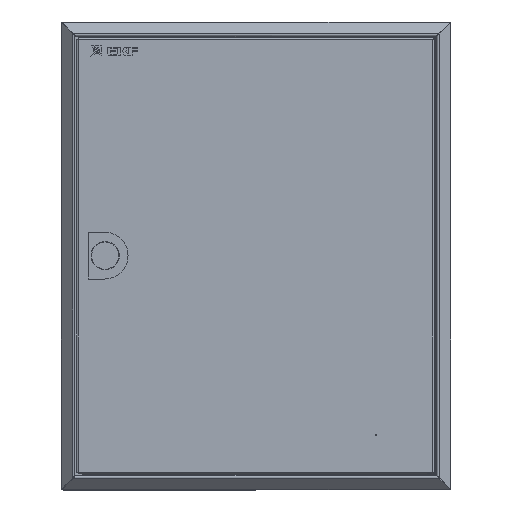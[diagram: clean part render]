
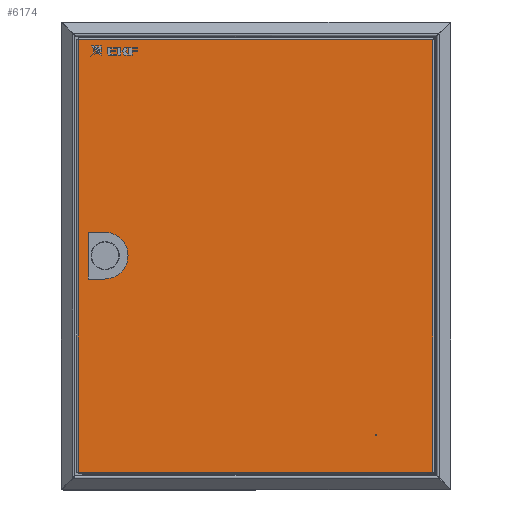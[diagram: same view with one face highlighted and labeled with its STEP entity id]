
A CAD part, top view. The second image highlights one B-rep face of the part: STEP entity #6174.
In plain terms, the highlighted planar face has unit normal (0, 0, 1).
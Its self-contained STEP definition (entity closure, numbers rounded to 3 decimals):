
#463 = DIRECTION ( 'NONE',  ( 0., -1., 0. ) ) ;
#620 = CARTESIAN_POINT ( 'NONE',  ( 363.7, 445.56, 0. ) ) ;
#682 = DIRECTION ( 'NONE',  ( -1., 0., 0. ) ) ;
#2195 = CARTESIAN_POINT ( 'NONE',  ( 43.6, 238.63, 0. ) ) ;
#2727 = LINE ( 'NONE', #17832, #14385 ) ;
#2973 = LINE ( 'NONE', #24636, #28554 ) ;
#3380 = CARTESIAN_POINT ( 'NONE',  ( 304.9, 40., 0. ) ) ;
#3387 = EDGE_CURVE ( 'NONE', #31559, #4756, #8740, .T. ) ;
#4106 = VERTEX_POINT ( 'NONE', #12423 ) ;
#4756 = VERTEX_POINT ( 'NONE', #26212 ) ;
#4939 = ORIENTED_EDGE ( 'NONE', *, *, #15875, .F. ) ;
#5191 = VECTOR ( 'NONE', #5642, 1000. ) ;
#5642 = DIRECTION ( 'NONE',  ( 0.707, 0.707, 0. ) ) ;
#6174 = ADVANCED_FACE ( 'NONE', ( #14898, #27281, #8281 ), #16399, .F. ) ;
#6359 = CARTESIAN_POINT ( 'NONE',  ( 11.6, 207.38, 0. ) ) ;
#6677 = CARTESIAN_POINT ( 'NONE',  ( 305.4, 40., 0. ) ) ;
#6981 = DIRECTION ( 'NONE',  ( -0.707, 0.707, 0. ) ) ;
#7057 = VERTEX_POINT ( 'NONE', #620 ) ;
#7433 = CARTESIAN_POINT ( 'NONE',  ( 43.6, 208.63, 0. ) ) ;
#7850 = EDGE_CURVE ( 'NONE', #20713, #20493, #15925, .T. ) ;
#7891 = CARTESIAN_POINT ( 'NONE',  ( 33.1, 207.38, 0. ) ) ;
#8068 = CARTESIAN_POINT ( 'NONE',  ( 11.6, 207.38, 0. ) ) ;
#8252 = VERTEX_POINT ( 'NONE', #11630 ) ;
#8281 = FACE_OUTER_BOUND ( 'NONE', #9107, .T. ) ;
#8740 = LINE ( 'NONE', #16833, #20358 ) ;
#8962 = VERTEX_POINT ( 'NONE', #7891 ) ;
#9107 = EDGE_LOOP ( 'NONE', ( #13845, #16152, #30676, #11296 ) ) ;
#9159 = DIRECTION ( 'NONE',  ( -1., 0., 0. ) ) ;
#9513 = ORIENTED_EDGE ( 'NONE', *, *, #3387, .F. ) ;
#9563 = VECTOR ( 'NONE', #6981, 1000. ) ;
#9670 = CARTESIAN_POINT ( 'NONE',  ( 363.7, 1.7, 0. ) ) ;
#10115 = ORIENTED_EDGE ( 'NONE', *, *, #30828, .T. ) ;
#10481 = DIRECTION ( 'NONE',  ( -1., 0., 0. ) ) ;
#10513 = CARTESIAN_POINT ( 'NONE',  ( 33.1, 207.38, 0. ) ) ;
#10526 = EDGE_CURVE ( 'NONE', #13446, #7057, #2973, .T. ) ;
#10601 = AXIS2_PLACEMENT_3D ( 'NONE', #14056, #31368, #16502 ) ;
#10844 = CARTESIAN_POINT ( 'NONE',  ( 305.4, 40., 0. ) ) ;
#11074 = DIRECTION ( 'NONE',  ( 1., 0., 0. ) ) ;
#11163 = LINE ( 'NONE', #21856, #9563 ) ;
#11296 = ORIENTED_EDGE ( 'NONE', *, *, #13272, .T. ) ;
#11630 = CARTESIAN_POINT ( 'NONE',  ( 34.35, 208.63, 0. ) ) ;
#11777 = ORIENTED_EDGE ( 'NONE', *, *, #12135, .T. ) ;
#12135 = EDGE_CURVE ( 'NONE', #16405, #25447, #22637, .T. ) ;
#12251 = EDGE_LOOP ( 'NONE', ( #27740, #9513, #28072, #18631, #22480, #13043, #14080, #4939 ) ) ;
#12423 = CARTESIAN_POINT ( 'NONE',  ( 0., 1.7, 0. ) ) ;
#12992 = VERTEX_POINT ( 'NONE', #18697 ) ;
#13043 = ORIENTED_EDGE ( 'NONE', *, *, #23039, .F. ) ;
#13272 = EDGE_CURVE ( 'NONE', #4106, #13446, #19430, .T. ) ;
#13340 = DIRECTION ( 'NONE',  ( -1., 0., 0. ) ) ;
#13446 = VERTEX_POINT ( 'NONE', #9670 ) ;
#13456 = VECTOR ( 'NONE', #25383, 1000. ) ;
#13688 = AXIS2_PLACEMENT_3D ( 'NONE', #6677, #24013, #9159 ) ;
#13845 = ORIENTED_EDGE ( 'NONE', *, *, #10526, .T. ) ;
#13954 = CARTESIAN_POINT ( 'NONE',  ( 305.9, 40., 0. ) ) ;
#14056 = CARTESIAN_POINT ( 'NONE',  ( 0., 0., 0. ) ) ;
#14080 = ORIENTED_EDGE ( 'NONE', *, *, #27443, .F. ) ;
#14282 = DIRECTION ( 'NONE',  ( -1., 0., 0. ) ) ;
#14385 = VECTOR ( 'NONE', #463, 1000. ) ;
#14434 = LINE ( 'NONE', #18035, #27575 ) ;
#14898 = FACE_BOUND ( 'NONE', #16950, .T. ) ;
#15211 = LINE ( 'NONE', #17949, #27596 ) ;
#15875 = EDGE_CURVE ( 'NONE', #28331, #8962, #25525, .T. ) ;
#15925 = LINE ( 'NONE', #2195, #29105 ) ;
#16152 = ORIENTED_EDGE ( 'NONE', *, *, #29744, .T. ) ;
#16399 = PLANE ( 'NONE',  #10601 ) ;
#16405 = VERTEX_POINT ( 'NONE', #13954 ) ;
#16502 = DIRECTION ( 'NONE',  ( -1., 0., 0. ) ) ;
#16833 = CARTESIAN_POINT ( 'NONE',  ( 11.6, 239.88, 0. ) ) ;
#16950 = EDGE_LOOP ( 'NONE', ( #10115, #11777 ) ) ;
#17744 = EDGE_CURVE ( 'NONE', #12992, #4106, #2727, .T. ) ;
#17832 = CARTESIAN_POINT ( 'NONE',  ( 0., 0., 0. ) ) ;
#17949 = CARTESIAN_POINT ( 'NONE',  ( 364.523, 445.56, 0. ) ) ;
#18035 = CARTESIAN_POINT ( 'NONE',  ( 34.35, 238.63, 0. ) ) ;
#18291 = LINE ( 'NONE', #23421, #24101 ) ;
#18631 = ORIENTED_EDGE ( 'NONE', *, *, #23185, .F. ) ;
#18697 = CARTESIAN_POINT ( 'NONE',  ( 0., 445.56, 0. ) ) ;
#18990 = CIRCLE ( 'NONE', #13688, 0.5 ) ;
#19129 = LINE ( 'NONE', #10513, #5191 ) ;
#19430 = LINE ( 'NONE', #25488, #31859 ) ;
#19899 = AXIS2_PLACEMENT_3D ( 'NONE', #10844, #28143, #13340 ) ;
#20052 = CARTESIAN_POINT ( 'NONE',  ( 33.1, 239.88, 0. ) ) ;
#20227 = EDGE_CURVE ( 'NONE', #21357, #31559, #11163, .T. ) ;
#20358 = VECTOR ( 'NONE', #14282, 1000. ) ;
#20484 = EDGE_CURVE ( 'NONE', #4756, #28331, #31668, .T. ) ;
#20493 = VERTEX_POINT ( 'NONE', #30350 ) ;
#20713 = VERTEX_POINT ( 'NONE', #7433 ) ;
#20890 = CARTESIAN_POINT ( 'NONE',  ( 11.6, 207.38, 0. ) ) ;
#21357 = VERTEX_POINT ( 'NONE', #24821 ) ;
#21856 = CARTESIAN_POINT ( 'NONE',  ( 33.1, 239.88, 0. ) ) ;
#22480 = ORIENTED_EDGE ( 'NONE', *, *, #7850, .F. ) ;
#22637 = CIRCLE ( 'NONE', #19899, 0.5 ) ;
#23039 = EDGE_CURVE ( 'NONE', #8252, #20713, #18291, .T. ) ;
#23185 = EDGE_CURVE ( 'NONE', #20493, #21357, #14434, .T. ) ;
#23421 = CARTESIAN_POINT ( 'NONE',  ( 34.35, 208.63, 0. ) ) ;
#24013 = DIRECTION ( 'NONE',  ( 0., 0., -1. ) ) ;
#24101 = VECTOR ( 'NONE', #11074, 1000. ) ;
#24636 = CARTESIAN_POINT ( 'NONE',  ( 363.7, 0.877, 0. ) ) ;
#24821 = CARTESIAN_POINT ( 'NONE',  ( 34.35, 238.63, 0. ) ) ;
#25383 = DIRECTION ( 'NONE',  ( 0., -1., 0. ) ) ;
#25447 = VERTEX_POINT ( 'NONE', #3380 ) ;
#25488 = CARTESIAN_POINT ( 'NONE',  ( 0., 1.7, 0. ) ) ;
#25525 = LINE ( 'NONE', #20890, #28989 ) ;
#26212 = CARTESIAN_POINT ( 'NONE',  ( 11.6, 239.88, 0. ) ) ;
#27281 = FACE_BOUND ( 'NONE', #12251, .T. ) ;
#27443 = EDGE_CURVE ( 'NONE', #8962, #8252, #19129, .T. ) ;
#27575 = VECTOR ( 'NONE', #682, 1000. ) ;
#27596 = VECTOR ( 'NONE', #10481, 1000. ) ;
#27740 = ORIENTED_EDGE ( 'NONE', *, *, #20484, .F. ) ;
#27954 = DIRECTION ( 'NONE',  ( 1., 0., 0. ) ) ;
#28072 = ORIENTED_EDGE ( 'NONE', *, *, #20227, .F. ) ;
#28143 = DIRECTION ( 'NONE',  ( 0., 0., -1. ) ) ;
#28331 = VERTEX_POINT ( 'NONE', #6359 ) ;
#28452 = DIRECTION ( 'NONE',  ( 1., 0., 0. ) ) ;
#28554 = VECTOR ( 'NONE', #29846, 1000. ) ;
#28989 = VECTOR ( 'NONE', #28452, 1000. ) ;
#29105 = VECTOR ( 'NONE', #31251, 1000. ) ;
#29744 = EDGE_CURVE ( 'NONE', #7057, #12992, #15211, .T. ) ;
#29846 = DIRECTION ( 'NONE',  ( 0., 1., 0. ) ) ;
#30350 = CARTESIAN_POINT ( 'NONE',  ( 43.6, 238.63, 0. ) ) ;
#30676 = ORIENTED_EDGE ( 'NONE', *, *, #17744, .T. ) ;
#30828 = EDGE_CURVE ( 'NONE', #25447, #16405, #18990, .T. ) ;
#31251 = DIRECTION ( 'NONE',  ( 0., 1., 0. ) ) ;
#31368 = DIRECTION ( 'NONE',  ( 0., 0., -1. ) ) ;
#31559 = VERTEX_POINT ( 'NONE', #20052 ) ;
#31668 = LINE ( 'NONE', #8068, #13456 ) ;
#31859 = VECTOR ( 'NONE', #27954, 1000. ) ;
